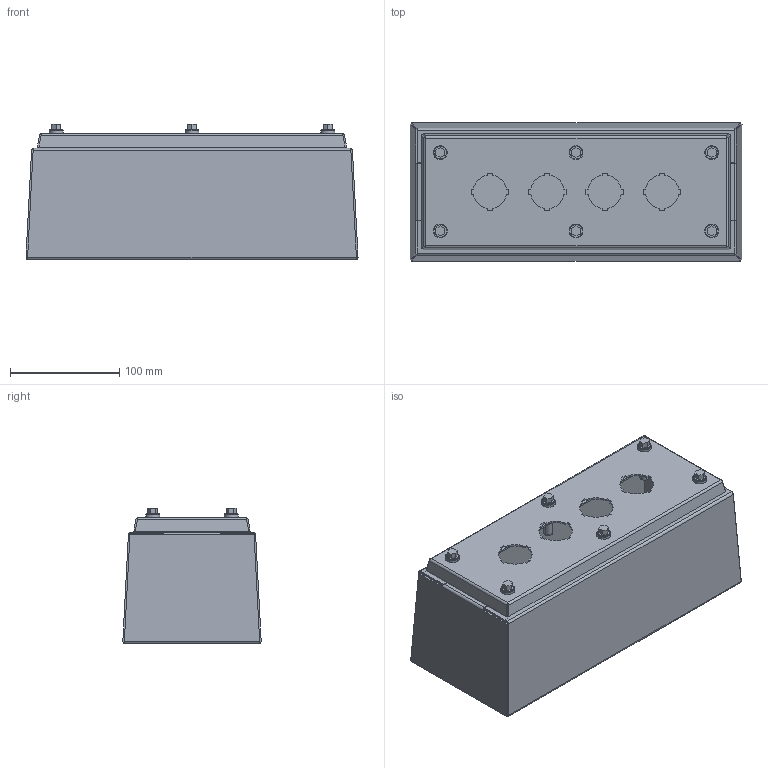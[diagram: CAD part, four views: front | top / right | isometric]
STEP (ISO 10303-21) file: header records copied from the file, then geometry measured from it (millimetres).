
FILE_DESCRIPTION (( 'STEP AP214' ), '1' );
FILE_NAME ('HYPB4VSS.STEP', '2021-09-09T10:32:37', ( '' ), ( '' ), 'SwSTEP 2.0', 'SolidWorks 2021', '' );
FILE_SCHEMA (( 'AUTOMOTIVE_DESIGN' ));
Length unit declared in the file: inch
Products named in the file (1): HYPB4VSS
Bounding box: 303.32 x 126.38 x 123.42 mm (x, y, z)
Volume: 345920.5 mm3; surface area: 438013.2 mm2
Topology: 30 solids, 30 shells, 597 faces, 1365 edges, 866 vertices
Faces by surface type: plane 394, cylinder 178, bspline 16, cone 9
Full cylindrical faces by diameter (mm): 1.651 x6, 3.967 x1, 4.826 x7, 5.969 x6, 6.071 x6, 6.096 x6, 6.35 x13, 6.426 x6, 8.001 x6, 9.525 x7, 10.16 x4, 10.312 x6, 11.43 x6, 12.7 x6
Entity records: 17473 total; most frequent: CARTESIAN_POINT 3770, DIRECTION 2732, ORIENTED_EDGE 2524, EDGE_CURVE 1262, AXIS2_PLACEMENT_3D 940, VERTEX_POINT 858, VECTOR 852, LINE 852
